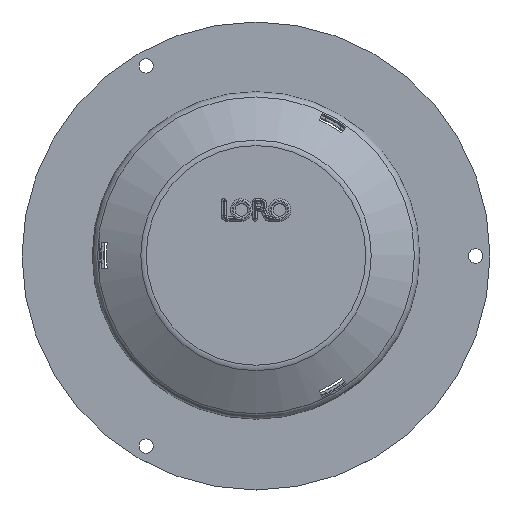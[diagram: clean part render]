
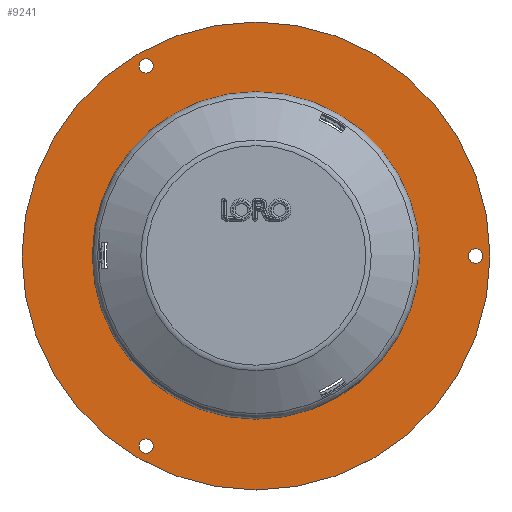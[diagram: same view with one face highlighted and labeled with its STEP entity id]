
A CAD part, top view. The second image highlights one B-rep face of the part: STEP entity #9241.
In plain terms, the highlighted planar face has unit normal (0, 0, 1).
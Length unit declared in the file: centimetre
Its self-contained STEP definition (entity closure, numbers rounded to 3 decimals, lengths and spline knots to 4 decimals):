
#97=FACE_BOUND('',#1127,.T.);
#98=FACE_BOUND('',#1128,.T.);
#99=FACE_BOUND('',#1129,.T.);
#100=FACE_BOUND('',#1130,.T.);
#259=PLANE('',#9749);
#628=FACE_OUTER_BOUND('',#1126,.T.);
#1126=EDGE_LOOP('',(#6361));
#1127=EDGE_LOOP('',(#6362));
#1128=EDGE_LOOP('',(#6363));
#1129=EDGE_LOOP('',(#6364));
#1130=EDGE_LOOP('',(#6365));
#3404=CIRCLE('',#9735,4.);
#3406=CIRCLE('',#9738,84.5);
#3408=CIRCLE('',#9741,4.);
#3410=CIRCLE('',#9744,4.);
#3412=CIRCLE('',#9747,130.);
#4000=VERTEX_POINT('',#13811);
#4002=VERTEX_POINT('',#13817);
#4004=VERTEX_POINT('',#13823);
#4006=VERTEX_POINT('',#13829);
#4008=VERTEX_POINT('',#13835);
#4922=EDGE_CURVE('',#4000,#4000,#3404,.T.);
#4925=EDGE_CURVE('',#4002,#4002,#3406,.T.);
#4928=EDGE_CURVE('',#4004,#4004,#3408,.T.);
#4931=EDGE_CURVE('',#4006,#4006,#3410,.T.);
#4934=EDGE_CURVE('',#4008,#4008,#3412,.T.);
#6361=ORIENTED_EDGE('',*,*,#4934,.T.);
#6362=ORIENTED_EDGE('',*,*,#4931,.T.);
#6363=ORIENTED_EDGE('',*,*,#4928,.T.);
#6364=ORIENTED_EDGE('',*,*,#4925,.T.);
#6365=ORIENTED_EDGE('',*,*,#4922,.T.);
#9241=ADVANCED_FACE('',(#628,#97,#98,#99,#100),#259,.T.);
#9735=AXIS2_PLACEMENT_3D('',#13813,#10826,#10827);
#9738=AXIS2_PLACEMENT_3D('',#13819,#10833,#10834);
#9741=AXIS2_PLACEMENT_3D('',#13825,#10840,#10841);
#9744=AXIS2_PLACEMENT_3D('',#13831,#10847,#10848);
#9747=AXIS2_PLACEMENT_3D('',#13837,#10854,#10855);
#9749=AXIS2_PLACEMENT_3D('',#13839,#10858,#10859);
#10826=DIRECTION('center_axis',(0.,0.,-1.));
#10827=DIRECTION('ref_axis',(0.,-1.,0.));
#10833=DIRECTION('center_axis',(0.,0.,-1.));
#10834=DIRECTION('ref_axis',(0.,1.,0.));
#10840=DIRECTION('center_axis',(0.,0.,-1.));
#10841=DIRECTION('ref_axis',(0.,1.,0.));
#10847=DIRECTION('center_axis',(0.,0.,-1.));
#10848=DIRECTION('ref_axis',(0.,1.,0.));
#10854=DIRECTION('center_axis',(0.,0.,1.));
#10855=DIRECTION('ref_axis',(0.,1.,0.));
#10858=DIRECTION('center_axis',(0.,0.,1.));
#10859=DIRECTION('ref_axis',(1.,0.,0.));
#13811=CARTESIAN_POINT('',(-61.,-101.6551,1.5));
#13813=CARTESIAN_POINT('Origin',(-61.,-105.6551,1.5));
#13817=CARTESIAN_POINT('',(0.,-84.5,1.5));
#13819=CARTESIAN_POINT('Origin',(0.,0.,1.5));
#13823=CARTESIAN_POINT('',(122.,-4.,1.5));
#13825=CARTESIAN_POINT('Origin',(122.,0.,1.5));
#13829=CARTESIAN_POINT('',(-61.,101.6551,1.5));
#13831=CARTESIAN_POINT('Origin',(-61.,105.6551,1.5));
#13835=CARTESIAN_POINT('',(0.,-130.,1.5));
#13837=CARTESIAN_POINT('Origin',(0.,0.,1.5));
#13839=CARTESIAN_POINT('Origin',(0.,0.,1.5));
